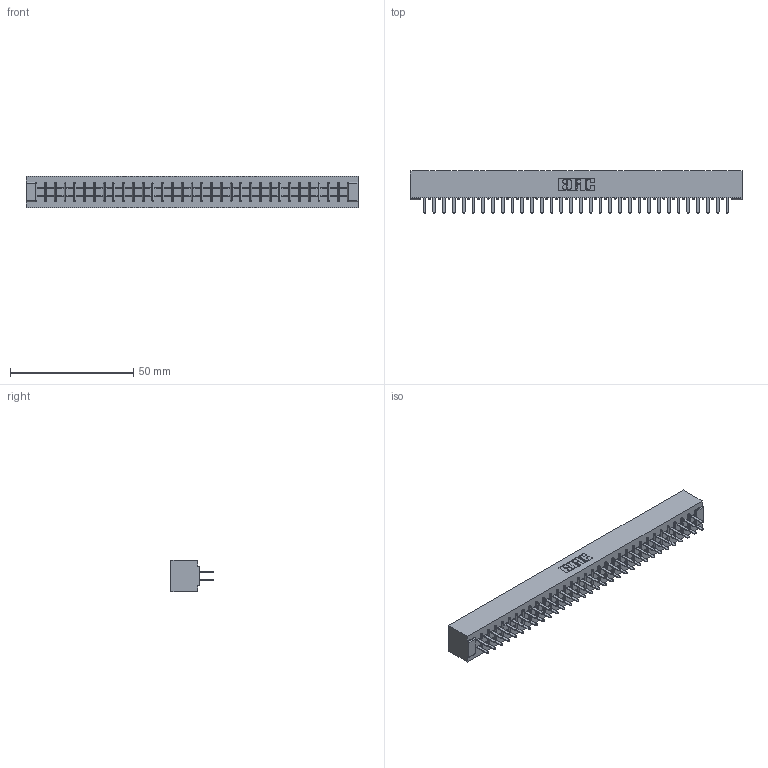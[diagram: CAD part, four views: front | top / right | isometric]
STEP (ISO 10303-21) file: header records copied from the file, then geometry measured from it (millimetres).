
FILE_DESCRIPTION (( 'STEP AP203' ), '1' );
FILE_NAME ('315-064-520-201.STEP', '2019-09-10T20:29:06', ( '' ), ( '' ), 'SwSTEP 2.0', 'SolidWorks 2016', '' );
FILE_SCHEMA (( 'CONFIG_CONTROL_DESIGN' ));
Length unit declared in the file: inch
Products named in the file (3): 305 Part_No Mounting; 305-290-001_520; 315-064-520-201
Assembly tree (65 placements, depth 2):
  315-064-520-201
    305 Part_No Mounting
    305-290-001_520  x64
Bounding box: 134.67 x 17.09 x 12.7 mm (x, y, z)
Volume: 14472.1 mm3; surface area: 18629.8 mm2
Topology: 65 solids, 65 shells, 3052 faces, 8708 edges, 5632 vertices
Faces by surface type: plane 1792, cylinder 1132, sphere 128
Entity records: 35467 total; most frequent: CARTESIAN_POINT 5866, ORIENTED_EDGE 5820, DIRECTION 5680, EDGE_CURVE 2910, VECTOR 2348, LINE 2348, VERTEX_POINT 1852, AXIS2_PLACEMENT_3D 1666
